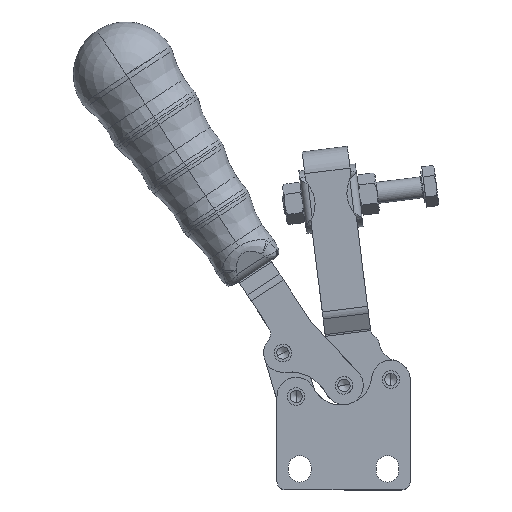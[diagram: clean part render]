
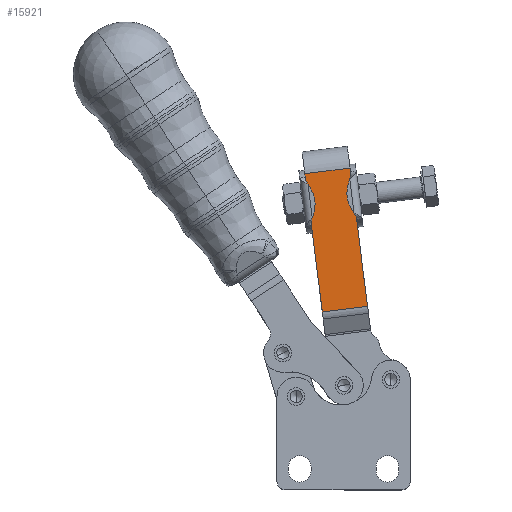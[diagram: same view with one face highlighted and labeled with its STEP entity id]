
A CAD part, top view. The second image highlights one B-rep face of the part: STEP entity #15921.
In plain terms, the highlighted planar face has unit normal (0, 0, 1).
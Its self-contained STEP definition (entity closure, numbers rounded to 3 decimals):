
#11136=CARTESIAN_POINT('',(5.776,46.685,-31.224));
#11137=VERTEX_POINT('',#11136);
#11155=CARTESIAN_POINT('',(18.674,48.313,-31.224));
#11156=VERTEX_POINT('',#11155);
#11164=CARTESIAN_POINT('',(5.776,46.685,-31.224));
#11165=DIRECTION('',(0.992,0.125,0.0));
#11166=VECTOR('',#11165,13.);
#11167=LINE('',#11164,#11166);
#11168=EDGE_CURVE('',#11137,#11156,#11167,.T.);
#11200=CARTESIAN_POINT('',(0.799,86.104,-31.224));
#11201=VERTEX_POINT('',#11200);
#11209=CARTESIAN_POINT('',(13.696,87.732,-31.224));
#11210=VERTEX_POINT('',#11209);
#11211=CARTESIAN_POINT('',(13.696,87.732,-31.224));
#11212=DIRECTION('',(-0.992,-0.125,0.0));
#11213=VECTOR('',#11212,13.);
#11214=LINE('',#11211,#11213);
#11215=EDGE_CURVE('',#11210,#11201,#11214,.T.);
#15696=CARTESIAN_POINT('',(15.452,73.829,-31.224));
#15697=VERTEX_POINT('',#15696);
#15707=CARTESIAN_POINT('',(18.674,48.313,-31.224));
#15708=DIRECTION('',(-0.125,0.992,0.0));
#15709=VECTOR('',#15708,25.718);
#15710=LINE('',#15707,#15709);
#15711=EDGE_CURVE('',#11156,#15697,#15710,.T.);
#15739=CARTESIAN_POINT('',(13.945,85.762,-31.224));
#15740=VERTEX_POINT('',#15739);
#15772=CARTESIAN_POINT('',(13.945,85.762,-31.224));
#15773=DIRECTION('',(-0.125,0.992,0.0));
#15774=VECTOR('',#15773,1.986);
#15775=LINE('',#15772,#15774);
#15776=EDGE_CURVE('',#15740,#11210,#15775,.T.);
#15832=CARTESIAN_POINT('',(15.681,87.983,-31.224));
#15833=DIRECTION('',(0.0,0.0,1.0));
#15834=DIRECTION('',(0.992,0.125,0.0));
#15835=AXIS2_PLACEMENT_3D('',#15832,#15833,#15834);
#15836=PLANE('',#15835);
#15837=CARTESIAN_POINT('',(2.893,73.512,-31.224));
#15838=VERTEX_POINT('',#15837);
#15839=CARTESIAN_POINT('',(2.554,72.2,-31.224));
#15840=VERTEX_POINT('',#15839);
#15841=CARTESIAN_POINT('',(2.893,73.512,-31.224));
#15842=CARTESIAN_POINT('',(2.846,73.148,-31.224));
#15843=CARTESIAN_POINT('',(2.787,72.776,-31.224));
#15844=CARTESIAN_POINT('',(2.642,72.373,-31.224));
#15845=CARTESIAN_POINT('',(2.601,72.283,-31.224));
#15846=CARTESIAN_POINT('',(2.554,72.2,-31.224));
#15847=B_SPLINE_CURVE_WITH_KNOTS('',3,(#15841,#15842,#15843,#15844,#15845,#15846),.UNSPECIFIED.,.F.,.U.,(4,2,4),(0.0,0.11,0.146),.UNSPECIFIED.);
#15848=EDGE_CURVE('',#15838,#15840,#15847,.T.);
#15849=ORIENTED_EDGE('',*,*,#15848,.T.);
#15850=CARTESIAN_POINT('',(2.554,72.2,-31.224));
#15851=DIRECTION('',(0.125,-0.992,0.0));
#15852=VECTOR('',#15851,25.718);
#15853=LINE('',#15850,#15852);
#15854=EDGE_CURVE('',#15840,#11137,#15853,.T.);
#15855=ORIENTED_EDGE('',*,*,#15854,.T.);
#15856=ORIENTED_EDGE('',*,*,#11168,.T.);
#15857=ORIENTED_EDGE('',*,*,#15711,.T.);
#15858=CARTESIAN_POINT('',(14.798,75.015,-31.224));
#15859=VERTEX_POINT('',#15858);
#15860=CARTESIAN_POINT('',(15.452,73.829,-31.224));
#15861=CARTESIAN_POINT('',(15.415,73.867,-31.224));
#15862=CARTESIAN_POINT('',(15.379,73.909,-31.224));
#15863=CARTESIAN_POINT('',(15.192,74.148,-31.224));
#15864=CARTESIAN_POINT('',(15.057,74.402,-31.224));
#15865=CARTESIAN_POINT('',(14.876,74.822,-31.224));
#15866=CARTESIAN_POINT('',(14.838,74.915,-31.224));
#15867=CARTESIAN_POINT('',(14.798,75.015,-31.224));
#15868=B_SPLINE_CURVE_WITH_KNOTS('',3,(#15860,#15861,#15862,#15863,#15864,#15865,#15866,#15867),.UNSPECIFIED.,.F.,.U.,(4,2,2,4),(0.223,0.247,0.351,0.381),.UNSPECIFIED.);
#15869=EDGE_CURVE('',#15697,#15859,#15868,.T.);
#15870=ORIENTED_EDGE('',*,*,#15869,.T.);
#15871=CARTESIAN_POINT('',(13.607,84.451,-31.224));
#15872=VERTEX_POINT('',#15871);
#15873=CARTESIAN_POINT('',(21.783,80.69,-31.224));
#15874=DIRECTION('',(0.,0.,-1.));
#15875=DIRECTION('',(0.125,-0.992,0.));
#15876=AXIS2_PLACEMENT_3D('',#15873,#15874,#15875);
#15877=CIRCLE('',#15876,9.0);
#15878=EDGE_CURVE('',#15859,#15872,#15877,.T.);
#15879=ORIENTED_EDGE('',*,*,#15878,.T.);
#15880=CARTESIAN_POINT('',(13.607,84.451,-31.224));
#15881=CARTESIAN_POINT('',(13.653,84.815,-31.224));
#15882=CARTESIAN_POINT('',(13.713,85.186,-31.224));
#15883=CARTESIAN_POINT('',(13.858,85.589,-31.224));
#15884=CARTESIAN_POINT('',(13.898,85.68,-31.224));
#15885=CARTESIAN_POINT('',(13.945,85.762,-31.224));
#15886=B_SPLINE_CURVE_WITH_KNOTS('',3,(#15880,#15881,#15882,#15883,#15884,#15885),.UNSPECIFIED.,.F.,.U.,(4,2,4),(0.0,0.11,0.146),.UNSPECIFIED.);
#15887=EDGE_CURVE('',#15872,#15740,#15886,.T.);
#15888=ORIENTED_EDGE('',*,*,#15887,.T.);
#15889=ORIENTED_EDGE('',*,*,#15776,.T.);
#15890=ORIENTED_EDGE('',*,*,#11215,.T.);
#15891=CARTESIAN_POINT('',(1.048,84.133,-31.224));
#15892=VERTEX_POINT('',#15891);
#15893=CARTESIAN_POINT('',(0.799,86.104,-31.224));
#15894=DIRECTION('',(0.125,-0.992,0.0));
#15895=VECTOR('',#15894,1.986);
#15896=LINE('',#15893,#15895);
#15897=EDGE_CURVE('',#11201,#15892,#15896,.T.);
#15898=ORIENTED_EDGE('',*,*,#15897,.T.);
#15899=CARTESIAN_POINT('',(1.701,82.947,-31.224));
#15900=VERTEX_POINT('',#15899);
#15901=CARTESIAN_POINT('',(1.048,84.133,-31.224));
#15902=CARTESIAN_POINT('',(1.067,84.114,-31.224));
#15903=CARTESIAN_POINT('',(1.085,84.093,-31.224));
#15904=CARTESIAN_POINT('',(1.244,83.91,-31.224));
#15905=CARTESIAN_POINT('',(1.369,83.699,-31.224));
#15906=CARTESIAN_POINT('',(1.569,83.272,-31.224));
#15907=CARTESIAN_POINT('',(1.635,83.115,-31.224));
#15908=CARTESIAN_POINT('',(1.701,82.947,-31.224));
#15909=B_SPLINE_CURVE_WITH_KNOTS('',3,(#15901,#15902,#15903,#15904,#15905,#15906,#15907,#15908),.UNSPECIFIED.,.F.,.U.,(4,2,2,4),(0.135,0.146,0.235,0.285),.UNSPECIFIED.);
#15910=EDGE_CURVE('',#15892,#15900,#15909,.T.);
#15911=ORIENTED_EDGE('',*,*,#15910,.T.);
#15912=CARTESIAN_POINT('',(-5.284,77.272,-31.224));
#15913=DIRECTION('',(0.,0.,-1.));
#15914=DIRECTION('',(0.125,-0.992,0.));
#15915=AXIS2_PLACEMENT_3D('',#15912,#15913,#15914);
#15916=CIRCLE('',#15915,9.);
#15917=EDGE_CURVE('',#15900,#15838,#15916,.T.);
#15918=ORIENTED_EDGE('',*,*,#15917,.T.);
#15919=EDGE_LOOP('',(#15849,#15855,#15856,#15857,#15870,#15879,#15888,#15889,#15890,#15898,#15911,#15918));
#15920=FACE_OUTER_BOUND('',#15919,.T.);
#15921=ADVANCED_FACE('',(#15920),#15836,.T.);
